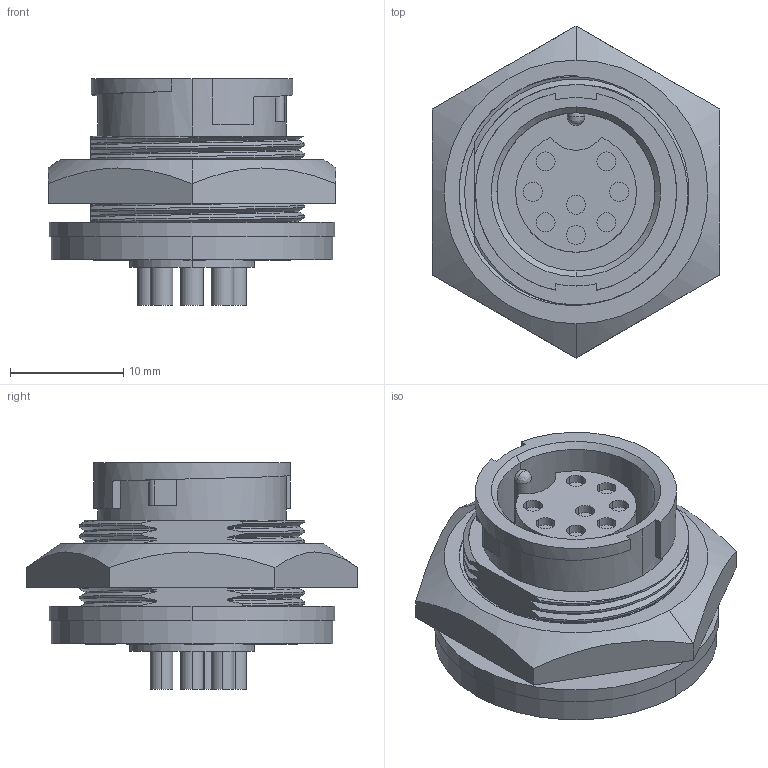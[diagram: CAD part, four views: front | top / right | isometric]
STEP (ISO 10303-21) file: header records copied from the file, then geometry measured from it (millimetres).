
FILE_DESCRIPTION (( 'STEP AP203' ), '1' );
FILE_NAME ('4280-8SG-300.STEP', '2013-03-08T20:30:55', ( 'J0FPBF1' ), ( '' ), 'SwSTEP 2.0', 'SolidWorks 2012', '' );
FILE_SCHEMA (( 'CONFIG_CONTROL_DESIGN' ));
Length unit declared in the file: inch
Products named in the file (1): 4280-8SG-300
Bounding box: 25.4 x 29.33 x 20.04 mm (x, y, z)
Volume: 5280 mm3; surface area: 4291.8 mm2
Topology: 2 solids, 2 shells, 338 faces, 891 edges, 590 vertices
Faces by surface type: plane 141, bspline 97, cylinder 96, cone 4
Entity records: 20066 total; most frequent: CARTESIAN_POINT 12512, ORIENTED_EDGE 1778, DIRECTION 1187, EDGE_CURVE 889, VERTEX_POINT 590, LINE 473, VECTOR 473, EDGE_LOOP 375
